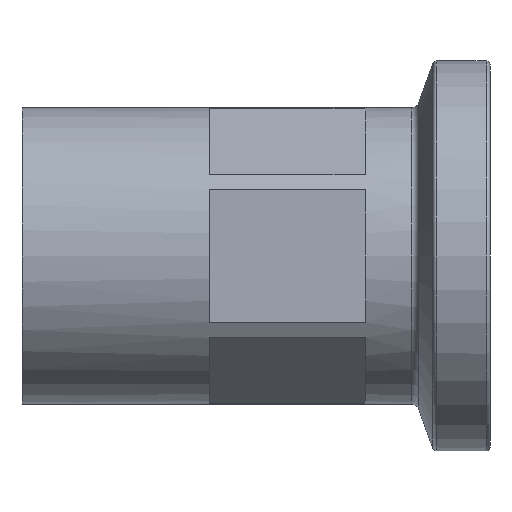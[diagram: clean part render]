
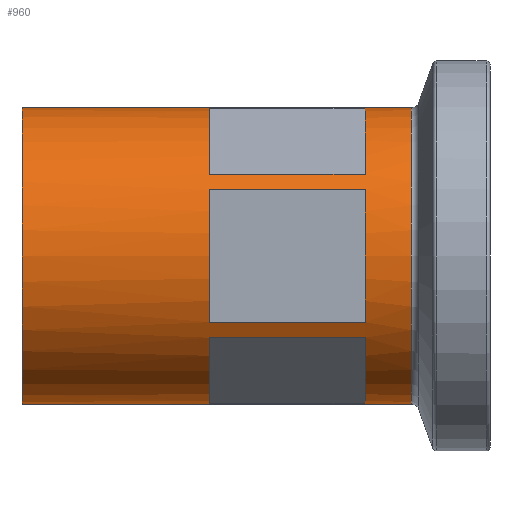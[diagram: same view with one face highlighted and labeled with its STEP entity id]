
A CAD part, left-side view. The second image highlights one B-rep face of the part: STEP entity #960.
In plain terms, the highlighted cylindrical face has radius 9.5 mm (diameter 19 mm), a partial arc.
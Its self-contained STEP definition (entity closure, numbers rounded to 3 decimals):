
#1 = VERTEX_POINT ( 'NONE', #495 ) ;
#3 = VERTEX_POINT ( 'NONE', #301 ) ;
#8 = VERTEX_POINT ( 'NONE', #883 ) ;
#15 = CARTESIAN_POINT ( 'NONE',  ( -7.924, 0., 5.24 ) ) ;
#27 = DIRECTION ( 'NONE',  ( 0., 1., 0. ) ) ;
#29 = CARTESIAN_POINT ( 'NONE',  ( 0., 5.042, -9.5 ) ) ;
#36 = VECTOR ( 'NONE', #343, 1000. ) ;
#38 = VECTOR ( 'NONE', #996, 1000. ) ;
#39 = ORIENTED_EDGE ( 'NONE', *, *, #251, .F. ) ;
#60 = CARTESIAN_POINT ( 'NONE',  ( 0., 8., 0. ) ) ;
#65 = DIRECTION ( 'NONE',  ( 0., -1., 0. ) ) ;
#79 = VECTOR ( 'NONE', #950, 1000. ) ;
#80 = VERTEX_POINT ( 'NONE', #898 ) ;
#81 = CARTESIAN_POINT ( 'NONE',  ( 0., 18., 0. ) ) ;
#84 = CARTESIAN_POINT ( 'NONE',  ( -8.5, 0., 4.243 ) ) ;
#85 = FACE_BOUND ( 'NONE', #759, .T. ) ;
#87 = AXIS2_PLACEMENT_3D ( 'NONE', #706, #1061, #221 ) ;
#89 = ORIENTED_EDGE ( 'NONE', *, *, #127, .F. ) ;
#106 = CARTESIAN_POINT ( 'NONE',  ( -8.5, 8., -4.243 ) ) ;
#116 = ORIENTED_EDGE ( 'NONE', *, *, #842, .F. ) ;
#127 = EDGE_CURVE ( 'NONE', #794, #663, #269, .T. ) ;
#143 = EDGE_CURVE ( 'NONE', #881, #410, #698, .T. ) ;
#163 = DIRECTION ( 'NONE',  ( 0., 0., 1. ) ) ;
#170 = FACE_BOUND ( 'NONE', #1074, .T. ) ;
#177 = VERTEX_POINT ( 'NONE', #654 ) ;
#183 = DIRECTION ( 'NONE',  ( 0., -1., 0. ) ) ;
#189 = CARTESIAN_POINT ( 'NONE',  ( -0.576, 0., 9.483 ) ) ;
#221 = DIRECTION ( 'NONE',  ( 0., 0., -1. ) ) ;
#241 = EDGE_CURVE ( 'NONE', #8, #1106, #860, .T. ) ;
#249 = CARTESIAN_POINT ( 'NONE',  ( -8.5, 18., -4.243 ) ) ;
#251 = EDGE_CURVE ( 'NONE', #1, #534, #287, .T. ) ;
#252 = AXIS2_PLACEMENT_3D ( 'NONE', #81, #840, #163 ) ;
#256 = EDGE_CURVE ( 'NONE', #1106, #975, #677, .T. ) ;
#260 = ORIENTED_EDGE ( 'NONE', *, *, #1139, .F. ) ;
#265 = AXIS2_PLACEMENT_3D ( 'NONE', #492, #901, #419 ) ;
#269 = LINE ( 'NONE', #956, #79 ) ;
#277 = CARTESIAN_POINT ( 'NONE',  ( 0., 30., 0. ) ) ;
#281 = AXIS2_PLACEMENT_3D ( 'NONE', #60, #356, #453 ) ;
#286 = ORIENTED_EDGE ( 'NONE', *, *, #900, .T. ) ;
#287 = LINE ( 'NONE', #84, #844 ) ;
#299 = VECTOR ( 'NONE', #671, 1000. ) ;
#301 = CARTESIAN_POINT ( 'NONE',  ( 0., 30., 9.5 ) ) ;
#305 = CARTESIAN_POINT ( 'NONE',  ( -7.924, 0., -5.24 ) ) ;
#308 = ORIENTED_EDGE ( 'NONE', *, *, #1001, .T. ) ;
#312 = DIRECTION ( 'NONE',  ( 0., 1., 0. ) ) ;
#322 = VECTOR ( 'NONE', #389, 1000. ) ;
#330 = CARTESIAN_POINT ( 'NONE',  ( 0., 8., 0. ) ) ;
#331 = CARTESIAN_POINT ( 'NONE',  ( 0., 30., -9.5 ) ) ;
#343 = DIRECTION ( 'NONE',  ( 0., -1., 0. ) ) ;
#344 = AXIS2_PLACEMENT_3D ( 'NONE', #330, #312, #978 ) ;
#356 = DIRECTION ( 'NONE',  ( 0., 1., 0. ) ) ;
#360 = ORIENTED_EDGE ( 'NONE', *, *, #1200, .F. ) ;
#376 = EDGE_LOOP ( 'NONE', ( #89, #360, #39, #260 ) ) ;
#389 = DIRECTION ( 'NONE',  ( 0., 1., 0. ) ) ;
#410 = VERTEX_POINT ( 'NONE', #516 ) ;
#419 = DIRECTION ( 'NONE',  ( -1., 0., 0. ) ) ;
#434 = CARTESIAN_POINT ( 'NONE',  ( 0., 5.042, 0. ) ) ;
#440 = DIRECTION ( 'NONE',  ( 0., 1., 0. ) ) ;
#453 = DIRECTION ( 'NONE',  ( 0., 0., -1. ) ) ;
#457 = DIRECTION ( 'NONE',  ( 0., 0., -1. ) ) ;
#477 = CARTESIAN_POINT ( 'NONE',  ( 0., 0., 0. ) ) ;
#485 = ORIENTED_EDGE ( 'NONE', *, *, #1206, .F. ) ;
#486 = DIRECTION ( 'NONE',  ( 0., -1., 0. ) ) ;
#492 = CARTESIAN_POINT ( 'NONE',  ( 0., 18., 0. ) ) ;
#495 = CARTESIAN_POINT ( 'NONE',  ( -8.5, 8., 4.243 ) ) ;
#504 = DIRECTION ( 'NONE',  ( 0., 1., 0. ) ) ;
#508 = ORIENTED_EDGE ( 'NONE', *, *, #241, .F. ) ;
#510 = VERTEX_POINT ( 'NONE', #1125 ) ;
#516 = CARTESIAN_POINT ( 'NONE',  ( -0.576, 18., -9.483 ) ) ;
#534 = VERTEX_POINT ( 'NONE', #1035 ) ;
#563 = FACE_OUTER_BOUND ( 'NONE', #839, .T. ) ;
#609 = VERTEX_POINT ( 'NONE', #29 ) ;
#618 = EDGE_CURVE ( 'NONE', #3, #80, #1080, .T. ) ;
#649 = CIRCLE ( 'NONE', #1171, 9.5 ) ;
#654 = CARTESIAN_POINT ( 'NONE',  ( -7.924, 18., 5.24 ) ) ;
#661 = EDGE_CURVE ( 'NONE', #975, #177, #859, .T. ) ;
#663 = VERTEX_POINT ( 'NONE', #106 ) ;
#671 = DIRECTION ( 'NONE',  ( 0., -1., 0. ) ) ;
#677 = LINE ( 'NONE', #189, #322 ) ;
#683 = VECTOR ( 'NONE', #486, 1000. ) ;
#698 = CIRCLE ( 'NONE', #252, 9.5 ) ;
#706 = CARTESIAN_POINT ( 'NONE',  ( 0., 8., 0. ) ) ;
#720 = LINE ( 'NONE', #1213, #36 ) ;
#737 = ORIENTED_EDGE ( 'NONE', *, *, #1119, .F. ) ;
#749 = VERTEX_POINT ( 'NONE', #1202 ) ;
#759 = EDGE_LOOP ( 'NONE', ( #1248, #737, #116, #788 ) ) ;
#774 = DIRECTION ( 'NONE',  ( 0., 0., -1. ) ) ;
#785 = CARTESIAN_POINT ( 'NONE',  ( 0., 0., 9.5 ) ) ;
#788 = ORIENTED_EDGE ( 'NONE', *, *, #871, .F. ) ;
#790 = ORIENTED_EDGE ( 'NONE', *, *, #256, .F. ) ;
#794 = VERTEX_POINT ( 'NONE', #249 ) ;
#810 = AXIS2_PLACEMENT_3D ( 'NONE', #477, #65, #457 ) ;
#830 = EDGE_CURVE ( 'NONE', #609, #80, #649, .T. ) ;
#839 = EDGE_LOOP ( 'NONE', ( #1164, #308, #286, #1037 ) ) ;
#840 = DIRECTION ( 'NONE',  ( 0., -1., 0. ) ) ;
#842 = EDGE_CURVE ( 'NONE', #510, #749, #1197, .T. ) ;
#844 = VECTOR ( 'NONE', #504, 1000. ) ;
#848 = CIRCLE ( 'NONE', #865, 9.5 ) ;
#855 = ORIENTED_EDGE ( 'NONE', *, *, #661, .F. ) ;
#857 = LINE ( 'NONE', #1147, #299 ) ;
#859 = CIRCLE ( 'NONE', #1032, 9.5 ) ;
#860 = CIRCLE ( 'NONE', #87, 9.5 ) ;
#864 = VERTEX_POINT ( 'NONE', #331 ) ;
#865 = AXIS2_PLACEMENT_3D ( 'NONE', #277, #183, #774 ) ;
#871 = EDGE_CURVE ( 'NONE', #410, #510, #720, .T. ) ;
#878 = LINE ( 'NONE', #305, #1198 ) ;
#881 = VERTEX_POINT ( 'NONE', #1027 ) ;
#883 = CARTESIAN_POINT ( 'NONE',  ( -7.924, 8., 5.24 ) ) ;
#889 = CIRCLE ( 'NONE', #344, 9.5 ) ;
#898 = CARTESIAN_POINT ( 'NONE',  ( 0., 5.042, 9.5 ) ) ;
#900 = EDGE_CURVE ( 'NONE', #864, #609, #857, .T. ) ;
#901 = DIRECTION ( 'NONE',  ( 0., -1., 0. ) ) ;
#935 = DIRECTION ( 'NONE',  ( 0., 0., 1. ) ) ;
#950 = DIRECTION ( 'NONE',  ( 0., -1., 0. ) ) ;
#953 = CIRCLE ( 'NONE', #265, 9.5 ) ;
#956 = CARTESIAN_POINT ( 'NONE',  ( -8.5, 0., -4.243 ) ) ;
#960 = ADVANCED_FACE ( 'NONE', ( #563, #1053, #170, #85 ), #1238, .T. ) ;
#975 = VERTEX_POINT ( 'NONE', #1254 ) ;
#978 = DIRECTION ( 'NONE',  ( 0., 0., -1. ) ) ;
#981 = DIRECTION ( 'NONE',  ( 0., 0., 1. ) ) ;
#987 = DIRECTION ( 'NONE',  ( 0., -1., 0. ) ) ;
#996 = DIRECTION ( 'NONE',  ( 0., -1., 0. ) ) ;
#1001 = EDGE_CURVE ( 'NONE', #3, #864, #848, .T. ) ;
#1027 = CARTESIAN_POINT ( 'NONE',  ( -7.924, 18., -5.24 ) ) ;
#1032 = AXIS2_PLACEMENT_3D ( 'NONE', #1163, #987, #981 ) ;
#1035 = CARTESIAN_POINT ( 'NONE',  ( -8.5, 18., 4.243 ) ) ;
#1037 = ORIENTED_EDGE ( 'NONE', *, *, #830, .T. ) ;
#1053 = FACE_BOUND ( 'NONE', #376, .T. ) ;
#1061 = DIRECTION ( 'NONE',  ( 0., 1., 0. ) ) ;
#1074 = EDGE_LOOP ( 'NONE', ( #508, #485, #855, #790 ) ) ;
#1079 = CARTESIAN_POINT ( 'NONE',  ( -0.576, 8., 9.483 ) ) ;
#1080 = LINE ( 'NONE', #785, #683 ) ;
#1106 = VERTEX_POINT ( 'NONE', #1079 ) ;
#1119 = EDGE_CURVE ( 'NONE', #749, #881, #878, .T. ) ;
#1125 = CARTESIAN_POINT ( 'NONE',  ( -0.576, 8., -9.483 ) ) ;
#1139 = EDGE_CURVE ( 'NONE', #663, #1, #889, .T. ) ;
#1147 = CARTESIAN_POINT ( 'NONE',  ( 0., 0., -9.5 ) ) ;
#1163 = CARTESIAN_POINT ( 'NONE',  ( 0., 18., 0. ) ) ;
#1164 = ORIENTED_EDGE ( 'NONE', *, *, #618, .F. ) ;
#1171 = AXIS2_PLACEMENT_3D ( 'NONE', #434, #440, #935 ) ;
#1180 = LINE ( 'NONE', #15, #38 ) ;
#1197 = CIRCLE ( 'NONE', #281, 9.5 ) ;
#1198 = VECTOR ( 'NONE', #27, 1000. ) ;
#1200 = EDGE_CURVE ( 'NONE', #534, #794, #953, .T. ) ;
#1202 = CARTESIAN_POINT ( 'NONE',  ( -7.924, 8., -5.24 ) ) ;
#1206 = EDGE_CURVE ( 'NONE', #177, #8, #1180, .T. ) ;
#1213 = CARTESIAN_POINT ( 'NONE',  ( -0.576, 0., -9.483 ) ) ;
#1238 = CYLINDRICAL_SURFACE ( 'NONE', #810, 9.5 ) ;
#1248 = ORIENTED_EDGE ( 'NONE', *, *, #143, .F. ) ;
#1254 = CARTESIAN_POINT ( 'NONE',  ( -0.576, 18., 9.483 ) ) ;
